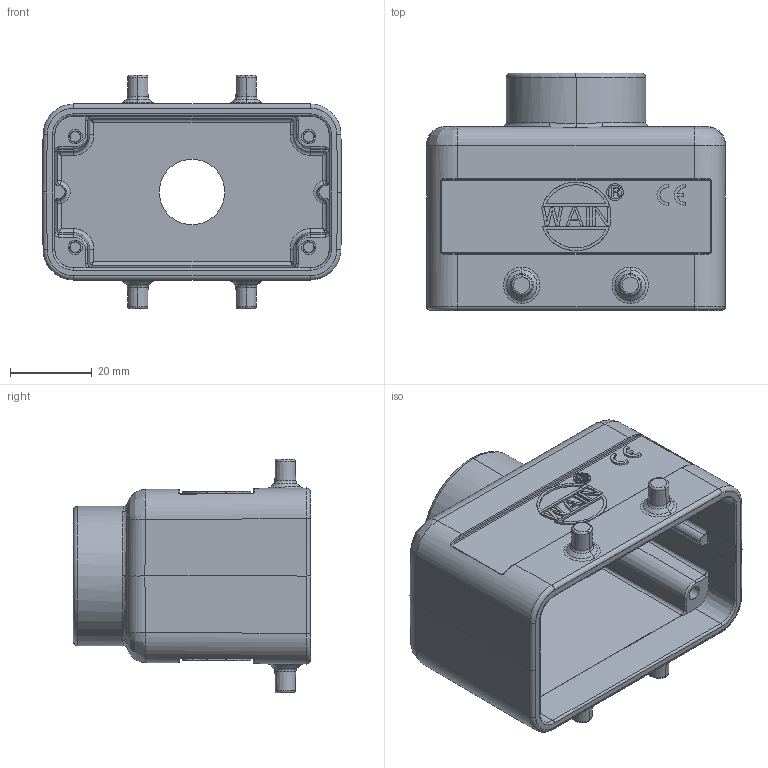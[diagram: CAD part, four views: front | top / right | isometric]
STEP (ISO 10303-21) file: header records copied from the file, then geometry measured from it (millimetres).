
FILE_DESCRIPTION((''),'2;1');
FILE_NAME('3D_1120104301002_H10B-MTE-4B-M2','2023-12-05T',('yp.zhu'),(''),'PRO/ENGINEER BY PARAMETRIC TECHNOLOGY CORPORATION, 2012480','PRO/ENGINEER BY PARAMETRIC TECHNOLOGY CORPORATION, 2012480','');
FILE_SCHEMA(('CONFIG_CONTROL_DESIGN'));
Length unit declared in the file: millimetre
Products named in the file (1): 3D_1120104301002_H10B-MTE-4B-M2
Bounding box: 73 x 58 x 57 mm (x, y, z)
Volume: 48279 mm3; surface area: 26728.1 mm2
Topology: 1 solids, 1 shells, 482 faces, 1175 edges, 737 vertices
Faces by surface type: plane 246, cylinder 88, bspline 68, cone 35, torus 32, extrusion 9, sphere 4
Entity records: 20270 total; most frequent: CARTESIAN_POINT 9421, ORIENTED_EDGE 2350, DIRECTION 1995, EDGE_CURVE 1175, VERTEX_POINT 737, VECTOR 709, LINE 700, AXIS2_PLACEMENT_3D 643
